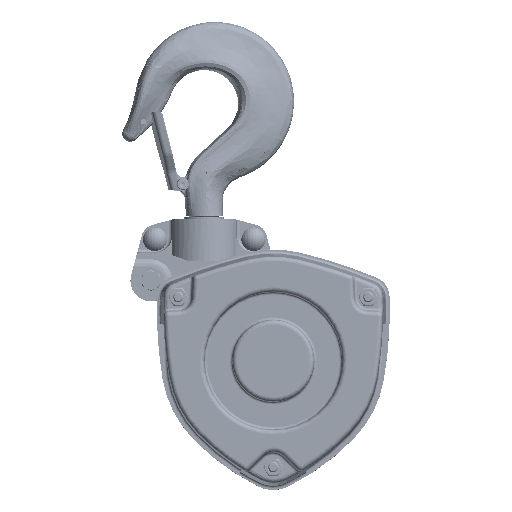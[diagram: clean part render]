
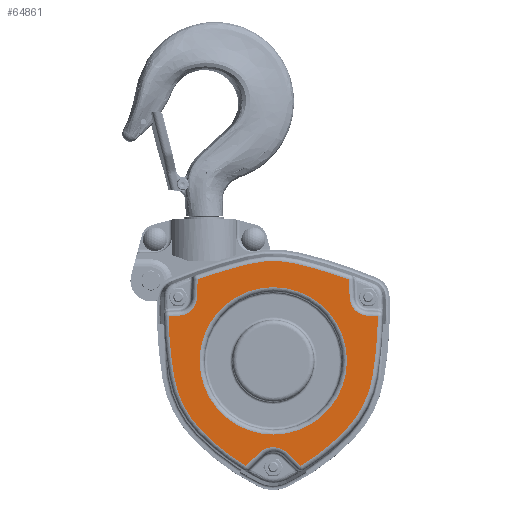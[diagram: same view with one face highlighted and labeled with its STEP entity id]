
A CAD part, top view. The second image highlights one B-rep face of the part: STEP entity #64861.
In plain terms, the highlighted planar face has unit normal (0, 0, 1).
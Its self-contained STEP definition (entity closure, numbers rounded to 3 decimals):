
#2908=LINE($,#124656,#6514);
#2909=LINE($,#124658,#6515);
#2910=LINE($,#124661,#6516);
#2911=LINE($,#124663,#6517);
#2912=LINE($,#124667,#6518);
#2913=LINE($,#124675,#6519);
#6514=VECTOR($,#76813,7.87);
#6515=VECTOR($,#76814,14.265);
#6516=VECTOR($,#76817,14.265);
#6517=VECTOR($,#76818,7.87);
#6518=VECTOR($,#76821,13.897);
#6519=VECTOR($,#76828,13.897);
#9841=FACE_BOUND($,#18060,.T.);
#13981=FACE_OUTER_BOUND($,#18059,.T.);
#18059=EDGE_LOOP($,(#44879,#44880,#44881,#44882,#44883,#44884,#44885,#44886,
#44887,#44888,#44889,#44890,#44891,#44892,#44893,#44894,#44895,#44896));
#18060=EDGE_LOOP($,(#44897));
#22077=CIRCLE($,#68962,75.638);
#22079=CIRCLE($,#68965,306.138);
#22225=CIRCLE($,#69180,306.138);
#22227=CIRCLE($,#69183,75.638);
#22229=CIRCLE($,#69186,171.138);
#22248=CIRCLE($,#69214,171.138);
#22249=CIRCLE($,#69216,15.023);
#22250=CIRCLE($,#69217,14.023);
#22251=CIRCLE($,#69218,391.138);
#22252=CIRCLE($,#69219,75.138);
#22253=CIRCLE($,#69220,391.138);
#22254=CIRCLE($,#69221,14.023);
#22255=CIRCLE($,#69222,55.465);
#25968=VERTEX_POINT($,#123551);
#25969=VERTEX_POINT($,#123553);
#25970=VERTEX_POINT($,#123557);
#26090=VERTEX_POINT($,#124477);
#26091=VERTEX_POINT($,#124481);
#26092=VERTEX_POINT($,#124485);
#26093=VERTEX_POINT($,#124489);
#26102=VERTEX_POINT($,#124649);
#26103=VERTEX_POINT($,#124655);
#26104=VERTEX_POINT($,#124657);
#26105=VERTEX_POINT($,#124659);
#26106=VERTEX_POINT($,#124662);
#26107=VERTEX_POINT($,#124664);
#26108=VERTEX_POINT($,#124666);
#26109=VERTEX_POINT($,#124668);
#26110=VERTEX_POINT($,#124670);
#26111=VERTEX_POINT($,#124672);
#26112=VERTEX_POINT($,#124674);
#26113=VERTEX_POINT($,#124677);
#32897=EDGE_CURVE($,#25968,#25969,#22077,.T.);
#32899=EDGE_CURVE($,#25969,#25970,#22079,.T.);
#33107=EDGE_CURVE($,#26090,#26091,#22225,.T.);
#33109=EDGE_CURVE($,#26091,#26092,#22227,.T.);
#33111=EDGE_CURVE($,#26092,#26093,#22229,.T.);
#33134=EDGE_CURVE($,#26102,#25968,#22248,.T.);
#33135=EDGE_CURVE($,#25970,#26103,#2908,.T.);
#33136=EDGE_CURVE($,#26104,#26102,#2909,.T.);
#33137=EDGE_CURVE($,#26105,#26104,#22249,.T.);
#33138=EDGE_CURVE($,#26093,#26105,#2910,.T.);
#33139=EDGE_CURVE($,#26106,#26090,#2911,.T.);
#33140=EDGE_CURVE($,#26107,#26106,#22250,.T.);
#33141=EDGE_CURVE($,#26108,#26107,#2912,.T.);
#33142=EDGE_CURVE($,#26109,#26108,#22251,.T.);
#33143=EDGE_CURVE($,#26110,#26109,#22252,.T.);
#33144=EDGE_CURVE($,#26111,#26110,#22253,.T.);
#33145=EDGE_CURVE($,#26112,#26111,#2913,.T.);
#33146=EDGE_CURVE($,#26103,#26112,#22254,.T.);
#33147=EDGE_CURVE($,#26113,#26113,#22255,.T.);
#44879=ORIENTED_EDGE($,*,*,#33135,.F.);
#44880=ORIENTED_EDGE($,*,*,#32899,.F.);
#44881=ORIENTED_EDGE($,*,*,#32897,.F.);
#44882=ORIENTED_EDGE($,*,*,#33134,.F.);
#44883=ORIENTED_EDGE($,*,*,#33136,.F.);
#44884=ORIENTED_EDGE($,*,*,#33137,.F.);
#44885=ORIENTED_EDGE($,*,*,#33138,.F.);
#44886=ORIENTED_EDGE($,*,*,#33111,.F.);
#44887=ORIENTED_EDGE($,*,*,#33109,.F.);
#44888=ORIENTED_EDGE($,*,*,#33107,.F.);
#44889=ORIENTED_EDGE($,*,*,#33139,.F.);
#44890=ORIENTED_EDGE($,*,*,#33140,.F.);
#44891=ORIENTED_EDGE($,*,*,#33141,.F.);
#44892=ORIENTED_EDGE($,*,*,#33142,.F.);
#44893=ORIENTED_EDGE($,*,*,#33143,.F.);
#44894=ORIENTED_EDGE($,*,*,#33144,.F.);
#44895=ORIENTED_EDGE($,*,*,#33145,.F.);
#44896=ORIENTED_EDGE($,*,*,#33146,.F.);
#44897=ORIENTED_EDGE($,*,*,#33147,.F.);
#62890=PLANE($,#69215);
#64861=ADVANCED_FACE($,(#13981,#9841),#62890,.T.);
#68962=AXIS2_PLACEMENT_3D($,#123554,#76259,#76260);
#68965=AXIS2_PLACEMENT_3D($,#123558,#76265,#76266);
#69180=AXIS2_PLACEMENT_3D($,#124482,#76739,#76740);
#69183=AXIS2_PLACEMENT_3D($,#124486,#76745,#76746);
#69186=AXIS2_PLACEMENT_3D($,#124490,#76751,#76752);
#69214=AXIS2_PLACEMENT_3D($,#124653,#76809,#76810);
#69215=AXIS2_PLACEMENT_3D($,#124654,#76811,#76812);
#69216=AXIS2_PLACEMENT_3D($,#124660,#76815,#76816);
#69217=AXIS2_PLACEMENT_3D($,#124665,#76819,#76820);
#69218=AXIS2_PLACEMENT_3D($,#124669,#76822,#76823);
#69219=AXIS2_PLACEMENT_3D($,#124671,#76824,#76825);
#69220=AXIS2_PLACEMENT_3D($,#124673,#76826,#76827);
#69221=AXIS2_PLACEMENT_3D($,#124676,#76829,#76830);
#69222=AXIS2_PLACEMENT_3D($,#124678,#76831,#76832);
#76259=DIRECTION('center_axis',(0.,0.,-1.));
#76260=DIRECTION('ref_axis',(-0.72,-0.694,0.));
#76265=DIRECTION('center_axis',(0.,0.,-1.));
#76266=DIRECTION('ref_axis',(-0.986,-0.165,0.));
#76739=DIRECTION('center_axis',(0.,0.,-1.));
#76740=DIRECTION('ref_axis',(1.,-0.016,0.));
#76745=DIRECTION('center_axis',(0.,0.,-1.));
#76746=DIRECTION('ref_axis',(0.986,-0.165,0.));
#76751=DIRECTION('center_axis',(0.,0.,-1.));
#76752=DIRECTION('ref_axis',(0.72,-0.694,0.));
#76809=DIRECTION('center_axis',(0.,0.,-1.));
#76810=DIRECTION('ref_axis',(-0.522,-0.853,0.));
#76811=DIRECTION('center_axis',(0.,0.,1.));
#76812=DIRECTION('ref_axis',(1.,0.,0.));
#76813=DIRECTION($,(0.999,0.044,0.));
#76814=DIRECTION($,(-0.719,-0.695,0.));
#76815=DIRECTION('center_axis',(0.,0.,1.));
#76816=DIRECTION('ref_axis',(0.695,0.719,0.));
#76817=DIRECTION($,(-0.719,0.695,0.));
#76818=DIRECTION($,(0.999,-0.044,0.));
#76819=DIRECTION('center_axis',(0.,0.,1.));
#76820=DIRECTION('ref_axis',(-0.999,-0.044,0.));
#76821=DIRECTION($,(0.044,-0.999,0.));
#76822=DIRECTION('center_axis',(0.,0.,-1.));
#76823=DIRECTION('ref_axis',(0.237,0.971,0.));
#76824=DIRECTION('center_axis',(0.,0.,-1.));
#76825=DIRECTION('ref_axis',(-0.237,0.971,0.));
#76826=DIRECTION('center_axis',(0.,0.,-1.));
#76827=DIRECTION('ref_axis',(-0.337,0.942,0.));
#76828=DIRECTION($,(0.044,0.999,0.));
#76829=DIRECTION('center_axis',(0.,0.,1.));
#76830=DIRECTION('ref_axis',(0.044,-0.999,0.));
#76831=DIRECTION('center_axis',(0.,0.,1.));
#76832=DIRECTION('ref_axis',(-1.,0.,0.));
#123551=CARTESIAN_POINT('',(-54.426,-52.025,68.3));
#123553=CARTESIAN_POINT('',(-74.604,-11.965,68.3));
#123554=CARTESIAN_POINT('Origin',(0.,0.5,68.3));
#123557=CARTESIAN_POINT('',(-78.751,33.647,68.3));
#123558=CARTESIAN_POINT('Origin',(227.349,38.485,68.3));
#124477=CARTESIAN_POINT('',(78.751,33.647,68.3));
#124481=CARTESIAN_POINT('',(74.604,-11.965,68.3));
#124482=CARTESIAN_POINT('Origin',(-227.349,38.485,68.3));
#124485=CARTESIAN_POINT('',(54.426,-52.025,68.3));
#124486=CARTESIAN_POINT('Origin',(0.,0.5,68.3));
#124489=CARTESIAN_POINT('',(20.697,-79.103,68.3));
#124490=CARTESIAN_POINT('Origin',(-68.718,66.818,68.3));
#124649=CARTESIAN_POINT('',(-20.697,-79.103,68.3));
#124653=CARTESIAN_POINT('Origin',(68.718,66.818,68.3));
#124654=CARTESIAN_POINT('Origin',(0.,-82.188,
68.3));
#124655=CARTESIAN_POINT('',(-70.888,33.991,68.3));
#124656=CARTESIAN_POINT($,(-78.751,33.647,68.3));
#124657=CARTESIAN_POINT('',(-10.436,-69.194,68.3));
#124658=CARTESIAN_POINT($,(-10.436,-69.194,68.3));
#124659=CARTESIAN_POINT('',(10.436,-69.194,68.3));
#124660=CARTESIAN_POINT('Origin',(0.,-80.,68.3));
#124661=CARTESIAN_POINT($,(20.697,-79.103,68.3));
#124662=CARTESIAN_POINT('',(70.888,33.991,68.3));
#124663=CARTESIAN_POINT($,(70.888,33.991,68.3));
#124664=CARTESIAN_POINT('',(57.491,47.388,68.3));
#124665=CARTESIAN_POINT('Origin',(71.5,48.,68.3));
#124666=CARTESIAN_POINT('',(56.885,61.272,68.3));
#124667=CARTESIAN_POINT($,(56.885,61.272,68.3));
#124668=CARTESIAN_POINT('',(17.813,72.996,68.3));
#124669=CARTESIAN_POINT('Origin',(-74.913,-306.992,68.3));
#124670=CARTESIAN_POINT('',(-17.813,72.996,68.3));
#124671=CARTESIAN_POINT('Origin',(0.,0.,68.3));
#124672=CARTESIAN_POINT('',(-56.885,61.272,68.3));
#124673=CARTESIAN_POINT('Origin',(74.913,-306.992,68.3));
#124674=CARTESIAN_POINT('',(-57.491,47.388,68.3));
#124675=CARTESIAN_POINT($,(-57.491,47.388,68.3));
#124676=CARTESIAN_POINT('Origin',(-71.5,48.,68.3));
#124677=CARTESIAN_POINT('',(55.465,0.,68.3));
#124678=CARTESIAN_POINT('Origin',(0.,0.,68.3));
